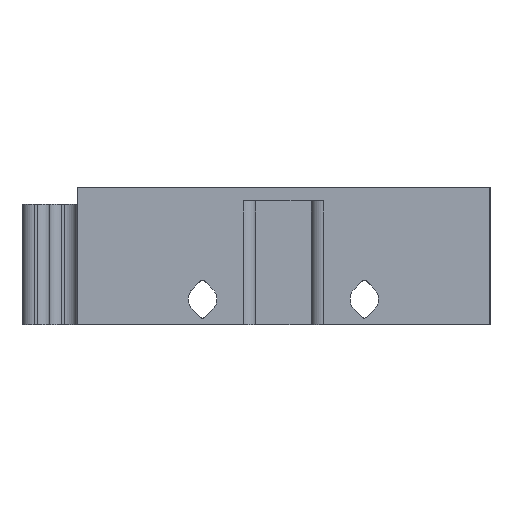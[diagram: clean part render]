
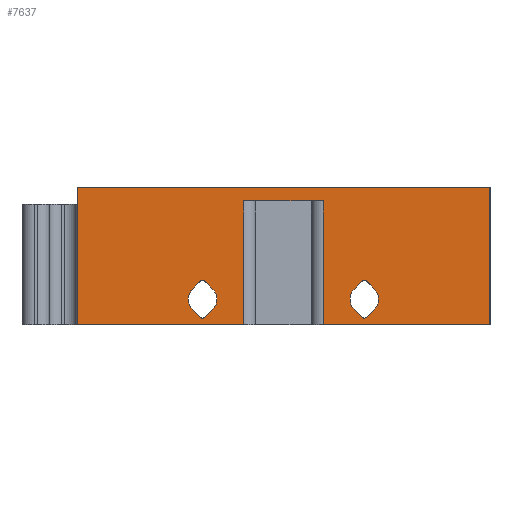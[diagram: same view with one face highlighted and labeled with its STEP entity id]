
A CAD part, left-side view. The second image highlights one B-rep face of the part: STEP entity #7637.
In plain terms, the highlighted planar face has unit normal (-1, 0, 0).
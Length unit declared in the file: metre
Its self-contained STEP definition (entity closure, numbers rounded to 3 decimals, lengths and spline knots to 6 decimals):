
#123=CIRCLE('',#8066,0.0004);
#131=CIRCLE('',#8082,0.002075);
#139=CIRCLE('',#8094,0.002075);
#155=CIRCLE('',#8140,0.0004);
#157=CIRCLE('',#8143,0.002075);
#171=CIRCLE('',#8173,0.002075);
#172=CIRCLE('',#8174,0.0004);
#173=CIRCLE('',#8175,0.0004);
#426=PLANE('',#8172);
#685=LINE('',#11202,#1459);
#801=LINE('',#11563,#1575);
#809=LINE('',#11595,#1583);
#863=LINE('',#11758,#1637);
#882=LINE('',#11815,#1656);
#902=LINE('',#11889,#1676);
#913=LINE('',#11925,#1687);
#927=LINE('',#11966,#1701);
#951=LINE('',#12052,#1725);
#975=LINE('',#12123,#1749);
#976=LINE('',#12124,#1750);
#977=LINE('',#12125,#1751);
#978=LINE('',#12127,#1752);
#979=LINE('',#12129,#1753);
#980=LINE('',#12133,#1754);
#981=LINE('',#12136,#1755);
#1459=VECTOR('',#8682,1.);
#1575=VECTOR('',#8904,1.);
#1583=VECTOR('',#8928,1.);
#1637=VECTOR('',#9044,1.);
#1656=VECTOR('',#9095,1.);
#1676=VECTOR('',#9173,1.);
#1687=VECTOR('',#9206,1.);
#1701=VECTOR('',#9240,1.);
#1725=VECTOR('',#9320,1.);
#1749=VECTOR('',#9380,1.);
#1750=VECTOR('',#9381,1.);
#1751=VECTOR('',#9382,1.);
#1752=VECTOR('',#9383,1.);
#1753=VECTOR('',#9384,1.);
#1754=VECTOR('',#9387,1.);
#1755=VECTOR('',#9390,1.);
#3000=ORIENTED_EDGE('',*,*,#5101,.T.);
#3001=ORIENTED_EDGE('',*,*,#4665,.F.);
#3002=ORIENTED_EDGE('',*,*,#5102,.T.);
#3003=ORIENTED_EDGE('',*,*,#4837,.T.);
#3004=ORIENTED_EDGE('',*,*,#5103,.F.);
#3005=ORIENTED_EDGE('',*,*,#5104,.T.);
#3006=ORIENTED_EDGE('',*,*,#5105,.T.);
#3007=ORIENTED_EDGE('',*,*,#4821,.T.);
#3008=ORIENTED_EDGE('',*,*,#5106,.F.);
#3009=ORIENTED_EDGE('',*,*,#5107,.T.);
#3010=ORIENTED_EDGE('',*,*,#5108,.F.);
#3011=ORIENTED_EDGE('',*,*,#5064,.F.);
#3012=ORIENTED_EDGE('',*,*,#5052,.F.);
#3013=ORIENTED_EDGE('',*,*,#5021,.F.);
#3014=ORIENTED_EDGE('',*,*,#5049,.F.);
#3015=ORIENTED_EDGE('',*,*,#5109,.T.);
#3016=ORIENTED_EDGE('',*,*,#4919,.F.);
#3017=ORIENTED_EDGE('',*,*,#4934,.T.);
#3018=ORIENTED_EDGE('',*,*,#4946,.T.);
#3019=ORIENTED_EDGE('',*,*,#4958,.T.);
#3020=ORIENTED_EDGE('',*,*,#4983,.T.);
#3021=ORIENTED_EDGE('',*,*,#5110,.T.);
#3022=ORIENTED_EDGE('',*,*,#5001,.F.);
#3023=ORIENTED_EDGE('',*,*,#4969,.T.);
#4665=EDGE_CURVE('',#5776,#5777,#685,.F.);
#4821=EDGE_CURVE('',#5917,#5916,#801,.F.);
#4837=EDGE_CURVE('',#5933,#5932,#809,.F.);
#4919=EDGE_CURVE('',#6010,#6007,#863,.T.);
#4934=EDGE_CURVE('',#6010,#6024,#123,.T.);
#4946=EDGE_CURVE('',#6024,#6032,#882,.T.);
#4958=EDGE_CURVE('',#6032,#6040,#131,.T.);
#4969=EDGE_CURVE('',#6048,#6007,#139,.T.);
#4983=EDGE_CURVE('',#6040,#6057,#902,.T.);
#5001=EDGE_CURVE('',#6048,#6072,#913,.T.);
#5021=EDGE_CURVE('',#6088,#6085,#927,.T.);
#5049=EDGE_CURVE('',#6112,#6088,#155,.F.);
#5052=EDGE_CURVE('',#6085,#6113,#157,.F.);
#5064=EDGE_CURVE('',#6113,#6123,#951,.T.);
#5101=EDGE_CURVE('',#5916,#5777,#975,.T.);
#5102=EDGE_CURVE('',#5776,#5933,#976,.F.);
#5103=EDGE_CURVE('',#6152,#5932,#977,.T.);
#5104=EDGE_CURVE('',#6152,#6153,#978,.F.);
#5105=EDGE_CURVE('',#6153,#5917,#979,.F.);
#5106=EDGE_CURVE('',#6154,#6155,#171,.F.);
#5107=EDGE_CURVE('',#6154,#6156,#980,.T.);
#5108=EDGE_CURVE('',#6123,#6156,#172,.F.);
#5109=EDGE_CURVE('',#6112,#6155,#981,.T.);
#5110=EDGE_CURVE('',#6057,#6072,#173,.T.);
#5776=VERTEX_POINT('',#11201);
#5777=VERTEX_POINT('',#11203);
#5916=VERTEX_POINT('',#11562);
#5917=VERTEX_POINT('',#11564);
#5932=VERTEX_POINT('',#11594);
#5933=VERTEX_POINT('',#11596);
#6007=VERTEX_POINT('',#11752);
#6010=VERTEX_POINT('',#11757);
#6024=VERTEX_POINT('',#11790);
#6032=VERTEX_POINT('',#11814);
#6040=VERTEX_POINT('',#11838);
#6048=VERTEX_POINT('',#11862);
#6057=VERTEX_POINT('',#11888);
#6072=VERTEX_POINT('',#11926);
#6085=VERTEX_POINT('',#11960);
#6088=VERTEX_POINT('',#11965);
#6112=VERTEX_POINT('',#12021);
#6113=VERTEX_POINT('',#12025);
#6123=VERTEX_POINT('',#12053);
#6152=VERTEX_POINT('',#12126);
#6153=VERTEX_POINT('',#12128);
#6154=VERTEX_POINT('',#12131);
#6155=VERTEX_POINT('',#12132);
#6156=VERTEX_POINT('',#12134);
#6731=EDGE_LOOP('',(#3000,#3001,#3002,#3003,#3004,#3005,#3006,#3007));
#6732=EDGE_LOOP('',(#3008,#3009,#3010,#3011,#3012,#3013,#3014,#3015));
#6733=EDGE_LOOP('',(#3016,#3017,#3018,#3019,#3020,#3021,#3022,#3023));
#7159=FACE_BOUND('',#6731,.T.);
#7160=FACE_BOUND('',#6732,.T.);
#7161=FACE_BOUND('',#6733,.T.);
#7637=ADVANCED_FACE('',(#7159,#7160,#7161),#426,.F.);
#8066=AXIS2_PLACEMENT_3D('',#11791,#9068,#9069);
#8082=AXIS2_PLACEMENT_3D('',#11839,#9116,#9117);
#8094=AXIS2_PLACEMENT_3D('',#11861,#9143,#9144);
#8140=AXIS2_PLACEMENT_3D('',#12022,#9285,#9286);
#8143=AXIS2_PLACEMENT_3D('',#12028,#9292,#9293);
#8172=AXIS2_PLACEMENT_3D('',#12122,#9378,#9379);
#8173=AXIS2_PLACEMENT_3D('',#12130,#9385,#9386);
#8174=AXIS2_PLACEMENT_3D('',#12135,#9388,#9389);
#8175=AXIS2_PLACEMENT_3D('',#12137,#9391,#9392);
#8682=DIRECTION('',(0.,1.,0.));
#8904=DIRECTION('',(0.,1.,0.));
#8928=DIRECTION('',(0.,1.,0.));
#9044=DIRECTION('',(0.,-0.707,0.707));
#9068=DIRECTION('',(1.,0.,0.));
#9069=DIRECTION('',(0.,1.,0.));
#9095=DIRECTION('',(0.,0.707,0.707));
#9116=DIRECTION('',(1.,0.,0.));
#9117=DIRECTION('',(0.,1.,0.));
#9143=DIRECTION('',(1.,0.,0.));
#9144=DIRECTION('',(0.,1.,0.));
#9173=DIRECTION('',(0.,-0.707,0.707));
#9206=DIRECTION('',(0.,0.707,0.707));
#9240=DIRECTION('',(0.,-0.707,0.707));
#9285=DIRECTION('',(1.,0.,0.));
#9286=DIRECTION('',(0.,1.,0.));
#9292=DIRECTION('',(1.,0.,0.));
#9293=DIRECTION('',(0.,1.,0.));
#9320=DIRECTION('',(0.,0.707,0.707));
#9378=DIRECTION('',(1.,0.,0.));
#9379=DIRECTION('',(0.,1.,0.));
#9380=DIRECTION('',(0.,0.,1.));
#9381=DIRECTION('',(0.,0.,1.));
#9382=DIRECTION('',(0.,0.,-1.));
#9383=DIRECTION('',(0.,1.,0.));
#9384=DIRECTION('',(0.,0.,1.));
#9385=DIRECTION('',(1.,0.,0.));
#9386=DIRECTION('',(0.,1.,0.));
#9387=DIRECTION('',(0.,-0.707,0.707));
#9388=DIRECTION('',(1.,0.,0.));
#9389=DIRECTION('',(0.,1.,0.));
#9390=DIRECTION('',(0.,0.707,0.707));
#9391=DIRECTION('',(1.,0.,0.));
#9392=DIRECTION('',(0.,1.,0.));
#11201=CARTESIAN_POINT('',(0.630025,0.569975,0.38));
#11202=CARTESIAN_POINT('',(0.630025,0.497889,0.38));
#11203=CARTESIAN_POINT('',(0.630025,0.51,0.38));
#11562=CARTESIAN_POINT('',(0.630025,0.51,0.36));
#11563=CARTESIAN_POINT('',(0.630025,0.497889,0.36));
#11564=CARTESIAN_POINT('',(0.630025,0.534222,0.36));
#11594=CARTESIAN_POINT('',(0.630025,0.545778,0.36));
#11595=CARTESIAN_POINT('',(0.630025,0.497889,0.36));
#11596=CARTESIAN_POINT('',(0.630025,0.569975,0.36));
#11752=CARTESIAN_POINT('',(0.630025,0.526799,0.362266));
#11757=CARTESIAN_POINT('',(0.630025,0.527984,0.361082));
#11758=CARTESIAN_POINT('',(0.630025,0.503477,0.385588));
#11790=CARTESIAN_POINT('',(0.630025,0.528549,0.361082));
#11791=CARTESIAN_POINT('',(0.630025,0.528267,0.361365));
#11814=CARTESIAN_POINT('',(0.630025,0.529734,0.362266));
#11815=CARTESIAN_POINT('',(0.630025,0.522678,0.355211));
#11838=CARTESIAN_POINT('',(0.630025,0.529734,0.365201));
#11839=CARTESIAN_POINT('',(0.630025,0.528267,0.363733));
#11861=CARTESIAN_POINT('',(0.630025,0.528267,0.363733));
#11862=CARTESIAN_POINT('',(0.630025,0.526799,0.365201));
#11888=CARTESIAN_POINT('',(0.630025,0.528549,0.366385));
#11889=CARTESIAN_POINT('',(0.630025,0.506412,0.388523));
#11925=CARTESIAN_POINT('',(0.630025,0.519744,0.358145));
#11926=CARTESIAN_POINT('',(0.630025,0.527984,0.366385));
#11960=CARTESIAN_POINT('',(0.630025,0.550266,0.362266));
#11965=CARTESIAN_POINT('',(0.630025,0.551451,0.361082));
#11966=CARTESIAN_POINT('',(0.630025,0.515211,0.397322));
#12021=CARTESIAN_POINT('',(0.630025,0.552016,0.361082));
#12022=CARTESIAN_POINT('',(0.630025,0.551733,0.361365));
#12025=CARTESIAN_POINT('',(0.630025,0.550266,0.365201));
#12028=CARTESIAN_POINT('',(0.630025,0.551733,0.363733));
#12052=CARTESIAN_POINT('',(0.630025,0.531477,0.346412));
#12053=CARTESIAN_POINT('',(0.630025,0.551451,0.366385));
#12122=CARTESIAN_POINT('',(0.630025,0.497889,0.38));
#12123=CARTESIAN_POINT('',(0.630025,0.51,0.38));
#12124=CARTESIAN_POINT('',(0.630025,0.569975,0.38));
#12125=CARTESIAN_POINT('',(0.630025,0.545778,0.38));
#12126=CARTESIAN_POINT('',(0.630025,0.545778,0.378));
#12127=CARTESIAN_POINT('',(0.630025,0.497889,0.378));
#12128=CARTESIAN_POINT('',(0.630025,0.534222,0.378));
#12129=CARTESIAN_POINT('',(0.630025,0.534222,0.38));
#12130=CARTESIAN_POINT('',(0.630025,0.551733,0.363733));
#12131=CARTESIAN_POINT('',(0.630025,0.553201,0.365201));
#12132=CARTESIAN_POINT('',(0.630025,0.553201,0.362266));
#12133=CARTESIAN_POINT('',(0.630025,0.518145,0.400256));
#12134=CARTESIAN_POINT('',(0.630025,0.552016,0.366385));
#12135=CARTESIAN_POINT('',(0.630025,0.551733,0.366102));
#12136=CARTESIAN_POINT('',(0.630025,0.534412,0.343477));
#12137=CARTESIAN_POINT('',(0.630025,0.528267,0.366102));
